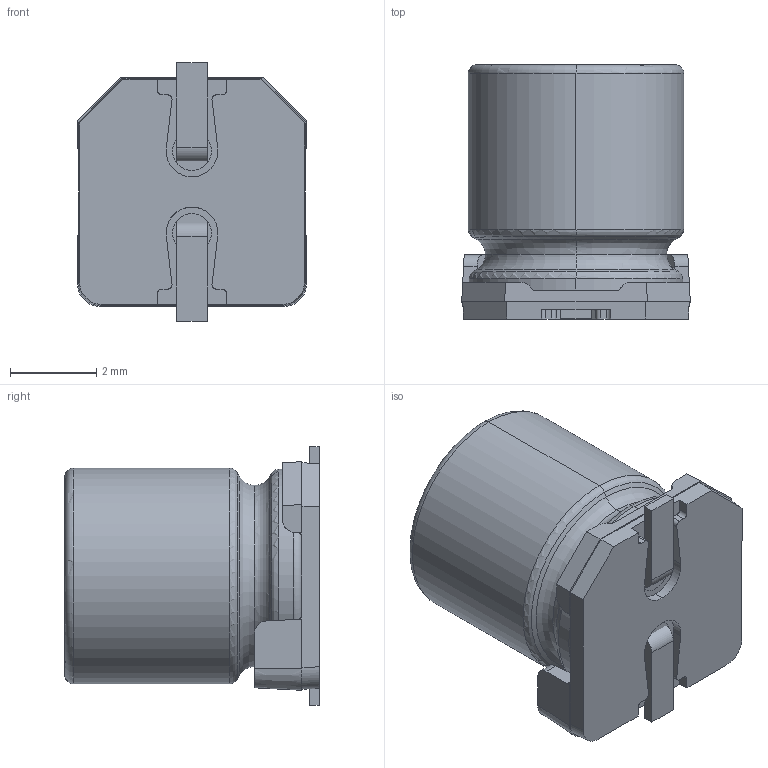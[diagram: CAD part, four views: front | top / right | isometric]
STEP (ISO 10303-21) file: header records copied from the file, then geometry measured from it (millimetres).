
FILE_DESCRIPTION (( 'STEP AP214' ), '1' );
FILE_NAME ('CAP.STEP', '2020-11-10T08:13:12', ( 'Admin' ), ( '' ), 'SwSTEP 2.0', 'SolidWorks 2019', '' );
FILE_SCHEMA (( 'AUTOMOTIVE_DESIGN' ));
Length unit declared in the file: millimetre
Products named in the file (1): CAP
Bounding box: 5.3 x 5.9 x 6 mm (x, y, z)
Surface area: 196.5 mm2 (no closed solid volume)
Topology: 0 solids, 4 shells, 114 faces, 323 edges, 216 vertices
Faces by surface type: plane 58, cylinder 35, torus 12, cone 9
Entity records: 4505 total; most frequent: CARTESIAN_POINT 2111, ORIENTED_EDGE 620, EDGE_CURVE 323, B_SPLINE_CURVE_WITH_KNOTS 299, DIRECTION 268, VERTEX_POINT 216, AXIS2_PLACEMENT_3D 129, EDGE_LOOP 118
